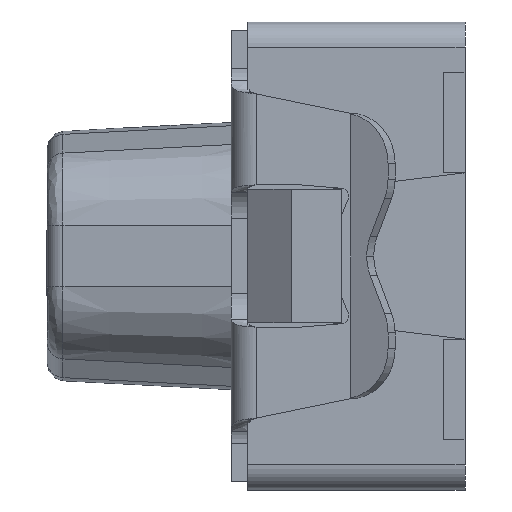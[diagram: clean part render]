
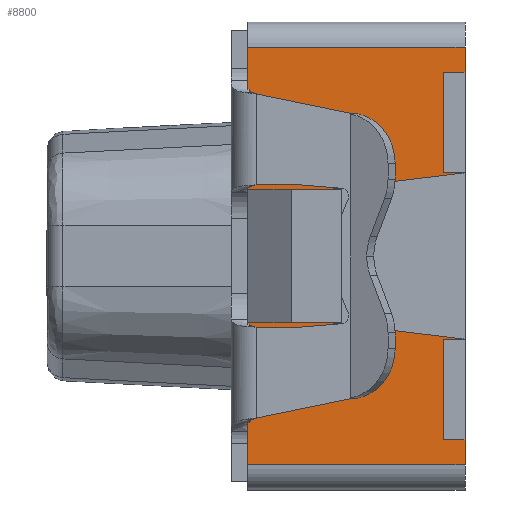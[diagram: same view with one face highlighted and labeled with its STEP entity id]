
A CAD part, left-side view. The second image highlights one B-rep face of the part: STEP entity #8800.
In plain terms, the highlighted planar face has unit normal (-1, 0, 0).
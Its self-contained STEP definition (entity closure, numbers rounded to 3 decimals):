
#141 = CARTESIAN_POINT ( 'NONE',  ( -1.9, 0.82, 0.4 ) ) ;
#203 = VECTOR ( 'NONE', #12366, 1000. ) ;
#291 = CARTESIAN_POINT ( 'NONE',  ( -1.9, 0.02, -1.1 ) ) ;
#320 = CARTESIAN_POINT ( 'NONE',  ( -1.9, 0.02, -0.498 ) ) ;
#456 = VERTEX_POINT ( 'NONE', #4320 ) ;
#544 = CARTESIAN_POINT ( 'NONE',  ( -1.9, 0.02, 0.498 ) ) ;
#559 = LINE ( 'NONE', #5961, #203 ) ;
#794 = CARTESIAN_POINT ( 'NONE',  ( -1.9, 0.02, 1.25 ) ) ;
#1157 = EDGE_LOOP ( 'NONE', ( #13660, #10752, #7595, #10128, #13759, #11544, #5769, #9929 ) ) ;
#1358 = CARTESIAN_POINT ( 'NONE',  ( -1.9, 0.02, -1.25 ) ) ;
#1411 = DIRECTION ( 'NONE',  ( 0., 0., -1. ) ) ;
#1607 = DIRECTION ( 'NONE',  ( 0., -1., 0. ) ) ;
#1804 = CARTESIAN_POINT ( 'NONE',  ( -1.9, 1.32, 1.25 ) ) ;
#2231 = EDGE_CURVE ( 'NONE', #3618, #4294, #8920, .T. ) ;
#2272 = LINE ( 'NONE', #11869, #12466 ) ;
#2925 = CARTESIAN_POINT ( 'NONE',  ( -1.9, 1.32, -1.25 ) ) ;
#3039 = EDGE_CURVE ( 'NONE', #10700, #3618, #8145, .T. ) ;
#3087 = EDGE_CURVE ( 'NONE', #11044, #4294, #11129, .T. ) ;
#3090 = PLANE ( 'NONE',  #3131 ) ;
#3131 = AXIS2_PLACEMENT_3D ( 'NONE', #9561, #10628, #4168 ) ;
#3156 = EDGE_CURVE ( 'NONE', #456, #11044, #8295, .T. ) ;
#3465 = VERTEX_POINT ( 'NONE', #1358 ) ;
#3539 = CARTESIAN_POINT ( 'NONE',  ( -1.9, 0., 0.5 ) ) ;
#3618 = VERTEX_POINT ( 'NONE', #13451 ) ;
#3736 = DIRECTION ( 'NONE',  ( 0., -0.993, 0.121 ) ) ;
#4168 = DIRECTION ( 'NONE',  ( 0., 0., 1. ) ) ;
#4294 = VERTEX_POINT ( 'NONE', #544 ) ;
#4320 = CARTESIAN_POINT ( 'NONE',  ( -1.9, 0.82, -0.4 ) ) ;
#4411 = EDGE_CURVE ( 'NONE', #3465, #10728, #2272, .T. ) ;
#4680 = EDGE_CURVE ( 'NONE', #12602, #456, #559, .T. ) ;
#5634 = LINE ( 'NONE', #13637, #5807 ) ;
#5640 = VECTOR ( 'NONE', #5695, 1000. ) ;
#5695 = DIRECTION ( 'NONE',  ( 0., 0., 1. ) ) ;
#5769 = ORIENTED_EDGE ( 'NONE', *, *, #2231, .F. ) ;
#5807 = VECTOR ( 'NONE', #12570, 1000. ) ;
#5961 = CARTESIAN_POINT ( 'NONE',  ( -1.9, 0.82, -0.4 ) ) ;
#6233 = DIRECTION ( 'NONE',  ( 0., 0., -1. ) ) ;
#6504 = EDGE_CURVE ( 'NONE', #12602, #3465, #7725, .T. ) ;
#6747 = CARTESIAN_POINT ( 'NONE',  ( -1.9, 0.82, 0.4 ) ) ;
#6957 = CARTESIAN_POINT ( 'NONE',  ( -1.9, 1.328, 1.25 ) ) ;
#7161 = VECTOR ( 'NONE', #1411, 1000. ) ;
#7595 = ORIENTED_EDGE ( 'NONE', *, *, #6504, .F. ) ;
#7725 = LINE ( 'NONE', #291, #7161 ) ;
#8145 = LINE ( 'NONE', #6957, #12009 ) ;
#8227 = EDGE_CURVE ( 'NONE', #10728, #10700, #5634, .T. ) ;
#8295 = LINE ( 'NONE', #6747, #5640 ) ;
#8603 = VECTOR ( 'NONE', #6233, 1000. ) ;
#8800 = ADVANCED_FACE ( 'NONE', ( #13586 ), #3090, .T. ) ;
#8920 = LINE ( 'NONE', #794, #8603 ) ;
#9561 = CARTESIAN_POINT ( 'NONE',  ( -1.9, 0., -1.4 ) ) ;
#9929 = ORIENTED_EDGE ( 'NONE', *, *, #3039, .F. ) ;
#10128 = ORIENTED_EDGE ( 'NONE', *, *, #4680, .T. ) ;
#10628 = DIRECTION ( 'NONE',  ( -1., 0., 0. ) ) ;
#10700 = VERTEX_POINT ( 'NONE', #1804 ) ;
#10728 = VERTEX_POINT ( 'NONE', #2925 ) ;
#10752 = ORIENTED_EDGE ( 'NONE', *, *, #4411, .F. ) ;
#11044 = VERTEX_POINT ( 'NONE', #141 ) ;
#11129 = LINE ( 'NONE', #3539, #13664 ) ;
#11544 = ORIENTED_EDGE ( 'NONE', *, *, #3087, .T. ) ;
#11869 = CARTESIAN_POINT ( 'NONE',  ( -1.9, 1.328, -1.25 ) ) ;
#12009 = VECTOR ( 'NONE', #1607, 1000. ) ;
#12366 = DIRECTION ( 'NONE',  ( 0., 0.993, 0.121 ) ) ;
#12466 = VECTOR ( 'NONE', #12660, 1000. ) ;
#12570 = DIRECTION ( 'NONE',  ( 0., 0., 1. ) ) ;
#12602 = VERTEX_POINT ( 'NONE', #320 ) ;
#12660 = DIRECTION ( 'NONE',  ( 0., 1., 0. ) ) ;
#13451 = CARTESIAN_POINT ( 'NONE',  ( -1.9, 0.02, 1.25 ) ) ;
#13586 = FACE_OUTER_BOUND ( 'NONE', #1157, .T. ) ;
#13637 = CARTESIAN_POINT ( 'NONE',  ( -1.9, 1.32, 0. ) ) ;
#13660 = ORIENTED_EDGE ( 'NONE', *, *, #8227, .F. ) ;
#13664 = VECTOR ( 'NONE', #3736, 1000. ) ;
#13759 = ORIENTED_EDGE ( 'NONE', *, *, #3156, .T. ) ;
